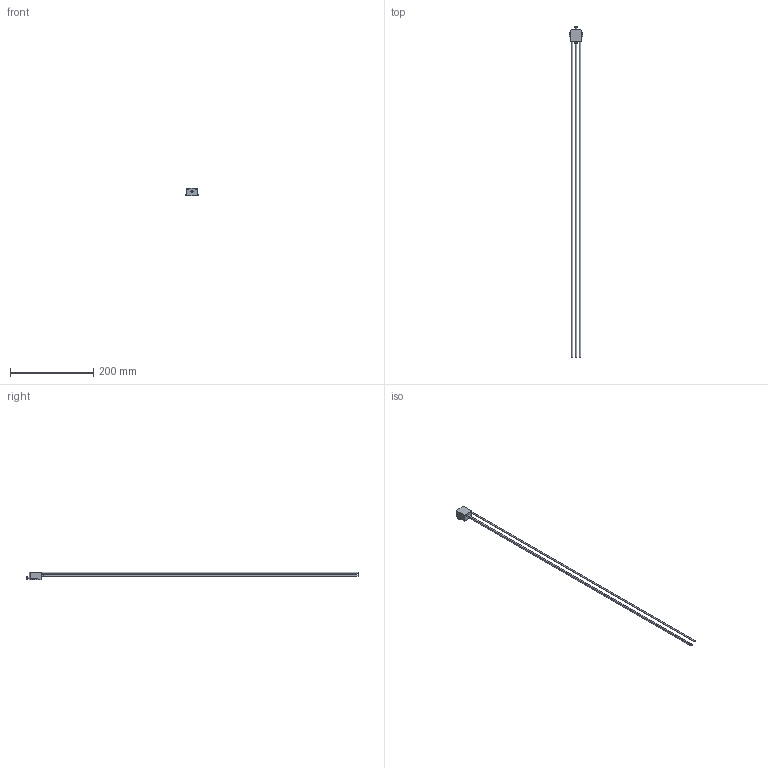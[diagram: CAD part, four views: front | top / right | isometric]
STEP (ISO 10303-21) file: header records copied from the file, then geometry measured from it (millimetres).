
FILE_DESCRIPTION(/* description */ ('Cool Drawer Standard Single Sensor (CDS-A0F00)'),/* implementation_level */ '2;1');
FILE_NAME(/* name */ 'CDS-A0F00 (123200-5) - Cool Drawer Standard Single Sensor (Outline Model rev.A).stp',/* time_stamp */ '2017-10-11T09:38:37-04:00',/* author */ ('Joel Plasencia'),/* organization */ ('INFICON'),/* preprocessor_version */ 'ST-DEVELOPER v16',/* originating_system */ 'SIEMENS PLM Software NX 10.0',/* authorisation */ 'Copyright© 2017 INFICON - ALL RIGHTS RESERVED');
FILE_SCHEMA (('AUTOMOTIVE_DESIGN { 1 0 10303 214 3 1 1 1 }'));
Length unit declared in the file: inch
Products named in the file (1): CDS-A0F00_A
Bounding box: 32.38 x 798.58 x 18.03 mm (x, y, z)
Volume: 24860.7 mm3; surface area: 37647.8 mm2
Topology: 4 solids, 4 shells, 500 faces, 1127 edges, 646 vertices
Faces by surface type: plane 389, cylinder 101, cone 8, sphere 2
Full cylindrical faces by diameter (mm): 2.032 x1, 2.286 x2, 2.329 x2, 3.175 x4, 6.35 x1, 10.414 x1
Entity records: 16770 total; most frequent: DIRECTION 2450, CARTESIAN_POINT 2301, ORIENTED_EDGE 2212, EDGE_CURVE 1106, AXIS2_PLACEMENT_3D 849, LINE 752, VECTOR 752, VERTEX_POINT 640
